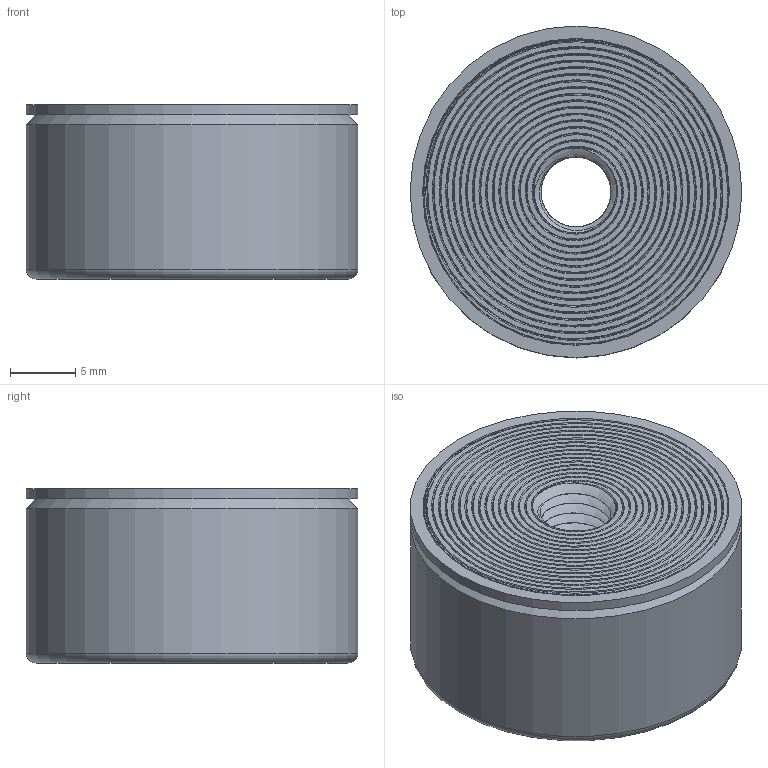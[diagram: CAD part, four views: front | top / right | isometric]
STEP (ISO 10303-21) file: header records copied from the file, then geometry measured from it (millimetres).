
FILE_DESCRIPTION(/* description */ (''),/* implementation_level */ '2;1');
FILE_NAME(/* name */ 'MH130-1B.stp',/* time_stamp */ '2017-05-05T17:29:47-04:00',/* author */ ('aneininger'),/* organization */ (''),/* preprocessor_version */ 'ST-DEVELOPER v16.5',/* originating_system */ 'Autodesk Inventor 2017',/* authorisation */ '');
FILE_SCHEMA (('AUTOMOTIVE_DESIGN { 1 0 10303 214 3 1 1 }'));
Length unit declared in the file: inch
Products named in the file (1): MH130-1B
Bounding box: 25.4 x 25.4 x 13.34 mm (x, y, z)
Volume: 6317.5 mm3; surface area: 2708.1 mm2
Topology: 1 solids, 1 shells, 21 faces, 49 edges, 31 vertices
Faces by surface type: bspline 6, cone 6, plane 5, cylinder 3, torus 1
Full cylindrical faces by diameter (mm): 25.4 x2
Entity records: 4445 total; most frequent: CARTESIAN_POINT 3961, ORIENTED_EDGE 88, DIRECTION 75, EDGE_CURVE 44, AXIS2_PLACEMENT_3D 37, VERTEX_POINT 31, EDGE_LOOP 29, B_SPLINE_CURVE_WITH_KNOTS 22
